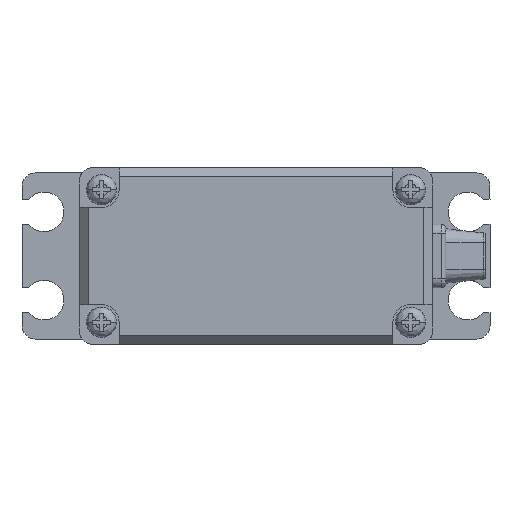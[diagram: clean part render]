
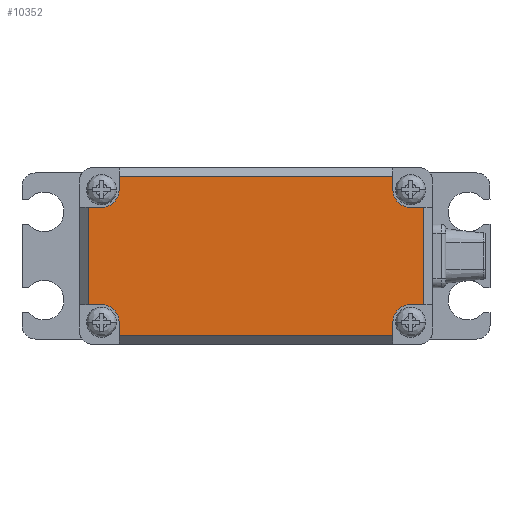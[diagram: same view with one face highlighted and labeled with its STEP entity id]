
A CAD part, front view. The second image highlights one B-rep face of the part: STEP entity #10352.
In plain terms, the highlighted planar face has unit normal (0, -1, 0).
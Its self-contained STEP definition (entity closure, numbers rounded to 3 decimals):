
#998=DIRECTION('',(1.,0.,0.));
#999=VECTOR('',#998,1.5);
#1000=CARTESIAN_POINT('',(17.5,-18.1,5.5));
#1001=LINE('',#1000,#999);
#1002=DIRECTION('',(0.,0.,-1.));
#1003=VECTOR('',#1002,11.);
#1004=CARTESIAN_POINT('',(19.,-18.1,5.5));
#1005=LINE('',#1004,#1003);
#1010=DIRECTION('',(1.,0.,0.));
#1011=VECTOR('',#1010,1.5);
#1012=CARTESIAN_POINT('',(17.5,-18.1,-5.5));
#1013=LINE('',#1012,#1011);
#1094=DIRECTION('',(1.,0.,0.));
#1095=VECTOR('',#1094,1.5);
#1096=CARTESIAN_POINT('',(-19.,-18.1,-5.5));
#1097=LINE('',#1096,#1095);
#1120=DIRECTION('',(1.,0.,0.));
#1121=VECTOR('',#1120,1.5);
#1122=CARTESIAN_POINT('',(-19.,-18.1,5.5));
#1123=LINE('',#1122,#1121);
#1144=DIRECTION('',(0.,0.,-1.));
#1145=VECTOR('',#1144,1.5);
#1146=CARTESIAN_POINT('',(-15.5,-18.1,9.));
#1147=LINE('',#1146,#1145);
#1180=DIRECTION('',(0.,0.,-1.));
#1181=VECTOR('',#1180,1.5);
#1182=CARTESIAN_POINT('',(15.5,-18.1,9.));
#1183=LINE('',#1182,#1181);
#1196=CARTESIAN_POINT('',(-17.5,-18.1,7.5));
#1197=DIRECTION('',(0.,-1.,0.));
#1198=DIRECTION('',(0.,0.,-1.));
#1199=AXIS2_PLACEMENT_3D('',#1196,#1197,#1198);
#1201=CARTESIAN_POINT('',(17.5,-18.1,7.5));
#1202=DIRECTION('',(0.,-1.,0.));
#1203=DIRECTION('',(-1.,0.,0.));
#1204=AXIS2_PLACEMENT_3D('',#1201,#1202,#1203);
#1206=CARTESIAN_POINT('',(17.5,-18.1,-7.5));
#1207=DIRECTION('',(0.,-1.,0.));
#1208=DIRECTION('',(0.,0.,1.));
#1209=AXIS2_PLACEMENT_3D('',#1206,#1207,#1208);
#1211=CARTESIAN_POINT('',(-17.5,-18.1,-7.5));
#1212=DIRECTION('',(0.,-1.,0.));
#1213=DIRECTION('',(1.,0.,0.));
#1214=AXIS2_PLACEMENT_3D('',#1211,#1212,#1213);
#1216=DIRECTION('',(-1.,0.,0.));
#1217=VECTOR('',#1216,31.);
#1218=CARTESIAN_POINT('',(15.5,-18.1,9.));
#1219=LINE('',#1218,#1217);
#1232=DIRECTION('',(0.,0.,-1.));
#1233=VECTOR('',#1232,1.5);
#1234=CARTESIAN_POINT('',(15.5,-18.1,-7.5));
#1235=LINE('',#1234,#1233);
#1236=DIRECTION('',(1.,0.,0.));
#1237=VECTOR('',#1236,31.);
#1238=CARTESIAN_POINT('',(-15.5,-18.1,-9.));
#1239=LINE('',#1238,#1237);
#1244=DIRECTION('',(0.,0.,-1.));
#1245=VECTOR('',#1244,1.5);
#1246=CARTESIAN_POINT('',(-15.5,-18.1,-7.5));
#1247=LINE('',#1246,#1245);
#1260=DIRECTION('',(0.,0.,-1.));
#1261=VECTOR('',#1260,11.);
#1262=CARTESIAN_POINT('',(-19.,-18.1,5.5));
#1263=LINE('',#1262,#1261);
#6865=CARTESIAN_POINT('',(-19.,-18.1,5.5));
#6866=CARTESIAN_POINT('',(-17.5,-18.1,5.5));
#6867=VERTEX_POINT('',#6865);
#6868=VERTEX_POINT('',#6866);
#6869=CARTESIAN_POINT('',(-19.,-18.1,-5.5));
#6870=VERTEX_POINT('',#6869);
#6871=CARTESIAN_POINT('',(-17.5,-18.1,-5.5));
#6872=VERTEX_POINT('',#6871);
#6873=CARTESIAN_POINT('',(-15.5,-18.1,-7.5));
#6874=VERTEX_POINT('',#6873);
#6875=CARTESIAN_POINT('',(-15.5,-18.1,-9.));
#6876=VERTEX_POINT('',#6875);
#6877=CARTESIAN_POINT('',(15.5,-18.1,-9.));
#6878=VERTEX_POINT('',#6877);
#6879=CARTESIAN_POINT('',(15.5,-18.1,-7.5));
#6880=VERTEX_POINT('',#6879);
#6881=CARTESIAN_POINT('',(17.5,-18.1,-5.5));
#6882=VERTEX_POINT('',#6881);
#6883=CARTESIAN_POINT('',(19.,-18.1,-5.5));
#6884=VERTEX_POINT('',#6883);
#6885=CARTESIAN_POINT('',(19.,-18.1,5.5));
#6886=VERTEX_POINT('',#6885);
#6887=CARTESIAN_POINT('',(17.5,-18.1,5.5));
#6888=VERTEX_POINT('',#6887);
#6889=CARTESIAN_POINT('',(15.5,-18.1,7.5));
#6890=VERTEX_POINT('',#6889);
#6891=CARTESIAN_POINT('',(15.5,-18.1,9.));
#6892=VERTEX_POINT('',#6891);
#6893=CARTESIAN_POINT('',(-15.5,-18.1,9.));
#6894=VERTEX_POINT('',#6893);
#6895=CARTESIAN_POINT('',(-15.5,-18.1,7.5));
#6896=VERTEX_POINT('',#6895);
#10322=CARTESIAN_POINT('',(0.,-18.1,0.));
#10323=DIRECTION('',(0.,1.,0.));
#10324=DIRECTION('',(-1.,0.,0.));
#10325=AXIS2_PLACEMENT_3D('',#10322,#10323,#10324);
#10326=PLANE('',#10325);
#10327=ORIENTED_EDGE('',*,*,#10175,.T.);
#10328=ORIENTED_EDGE('',*,*,#10199,.T.);
#10329=ORIENTED_EDGE('',*,*,#10221,.F.);
#10331=ORIENTED_EDGE('',*,*,#10330,.F.);
#10332=ORIENTED_EDGE('',*,*,#10287,.T.);
#10333=ORIENTED_EDGE('',*,*,#10308,.T.);
#10334=ORIENTED_EDGE('',*,*,#9914,.T.);
#10335=ORIENTED_EDGE('',*,*,#9937,.T.);
#10336=ORIENTED_EDGE('',*,*,#9960,.F.);
#10338=ORIENTED_EDGE('',*,*,#10337,.T.);
#10340=ORIENTED_EDGE('',*,*,#10339,.T.);
#10342=ORIENTED_EDGE('',*,*,#10341,.F.);
#10344=ORIENTED_EDGE('',*,*,#10343,.F.);
#10346=ORIENTED_EDGE('',*,*,#10345,.T.);
#10347=ORIENTED_EDGE('',*,*,#10093,.F.);
#10349=ORIENTED_EDGE('',*,*,#10348,.F.);
#10350=EDGE_LOOP('',(#10327,#10328,#10329,#10331,#10332,#10333,#10334,#10335,
#10336,#10338,#10340,#10342,#10344,#10346,#10347,#10349));
#10351=FACE_OUTER_BOUND('',#10350,.F.);
#10352=ADVANCED_FACE('',(#10351),#10326,.F.);
#1200=CIRCLE('',#1199,2.);
#1205=CIRCLE('',#1204,2.);
#1210=CIRCLE('',#1209,2.);
#1215=CIRCLE('',#1214,2.);
#9914=EDGE_CURVE('',#6888,#6886,#1001,.T.);
#9937=EDGE_CURVE('',#6886,#6884,#1005,.T.);
#9960=EDGE_CURVE('',#6882,#6884,#1013,.T.);
#10093=EDGE_CURVE('',#6870,#6872,#1097,.T.);
#10175=EDGE_CURVE('',#6867,#6868,#1123,.T.);
#10199=EDGE_CURVE('',#6868,#6896,#1200,.T.);
#10221=EDGE_CURVE('',#6894,#6896,#1147,.T.);
#10287=EDGE_CURVE('',#6892,#6890,#1183,.T.);
#10308=EDGE_CURVE('',#6890,#6888,#1205,.T.);
#10330=EDGE_CURVE('',#6892,#6894,#1219,.T.);
#10337=EDGE_CURVE('',#6882,#6880,#1210,.T.);
#10339=EDGE_CURVE('',#6880,#6878,#1235,.T.);
#10341=EDGE_CURVE('',#6876,#6878,#1239,.T.);
#10343=EDGE_CURVE('',#6874,#6876,#1247,.T.);
#10345=EDGE_CURVE('',#6874,#6872,#1215,.T.);
#10348=EDGE_CURVE('',#6867,#6870,#1263,.T.);
